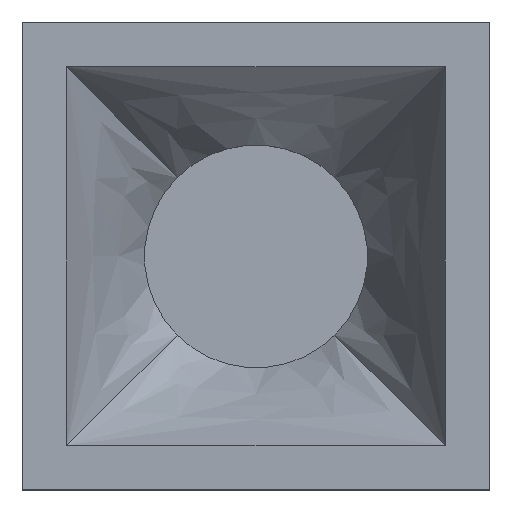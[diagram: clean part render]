
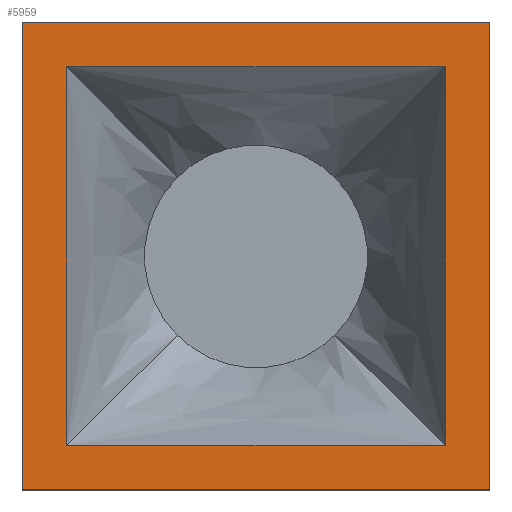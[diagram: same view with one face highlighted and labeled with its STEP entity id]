
A CAD part, top view. The second image highlights one B-rep face of the part: STEP entity #5959.
In plain terms, the highlighted planar face has unit normal (0, 0, 1).
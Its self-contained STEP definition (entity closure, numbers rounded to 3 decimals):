
#5140=DIRECTION('',(-1.,0.,0.));
#5141=VECTOR('',#5140,84.);
#5142=CARTESIAN_POINT('',(42.,42.,43.8));
#5143=LINE('',#5142,#5141);
#5144=DIRECTION('',(0.,1.,0.));
#5145=VECTOR('',#5144,84.);
#5146=CARTESIAN_POINT('',(42.,-42.,43.8));
#5147=LINE('',#5146,#5145);
#5148=DIRECTION('',(1.,0.,0.));
#5149=VECTOR('',#5148,84.);
#5150=CARTESIAN_POINT('',(-42.,-42.,43.8));
#5151=LINE('',#5150,#5149);
#5152=DIRECTION('',(0.,-1.,0.));
#5153=VECTOR('',#5152,84.);
#5154=CARTESIAN_POINT('',(-42.,42.,43.8));
#5155=LINE('',#5154,#5153);
#5156=DIRECTION('',(-1.,0.,0.));
#5157=VECTOR('',#5156,68.);
#5158=CARTESIAN_POINT('',(34.,-34.,43.8));
#5159=LINE('',#5158,#5157);
#5160=DIRECTION('',(0.,-1.,0.));
#5161=VECTOR('',#5160,68.);
#5162=CARTESIAN_POINT('',(34.,34.,43.8));
#5163=LINE('',#5162,#5161);
#5164=DIRECTION('',(1.,0.,0.));
#5165=VECTOR('',#5164,68.);
#5166=CARTESIAN_POINT('',(-34.,34.,43.8));
#5167=LINE('',#5166,#5165);
#5168=DIRECTION('',(0.,1.,0.));
#5169=VECTOR('',#5168,68.);
#5170=CARTESIAN_POINT('',(-34.,-34.,43.8));
#5171=LINE('',#5170,#5169);
#5754=CARTESIAN_POINT('',(42.,42.,43.8));
#5755=CARTESIAN_POINT('',(-42.,42.,43.8));
#5756=VERTEX_POINT('',#5754);
#5757=VERTEX_POINT('',#5755);
#5758=CARTESIAN_POINT('',(-42.,-42.,43.8));
#5759=VERTEX_POINT('',#5758);
#5760=CARTESIAN_POINT('',(42.,-42.,43.8));
#5761=VERTEX_POINT('',#5760);
#5786=CARTESIAN_POINT('',(34.,-34.,43.8));
#5787=CARTESIAN_POINT('',(-34.,-34.,43.8));
#5788=VERTEX_POINT('',#5786);
#5789=VERTEX_POINT('',#5787);
#5790=CARTESIAN_POINT('',(-34.,34.,43.8));
#5791=VERTEX_POINT('',#5790);
#5792=CARTESIAN_POINT('',(34.,34.,43.8));
#5793=VERTEX_POINT('',#5792);
#5934=CARTESIAN_POINT('',(0.,0.,43.8));
#5935=DIRECTION('',(0.,0.,1.));
#5936=DIRECTION('',(1.,0.,0.));
#5937=AXIS2_PLACEMENT_3D('',#5934,#5935,#5936);
#5938=PLANE('',#5937);
#5940=ORIENTED_EDGE('',*,*,#5939,.F.);
#5942=ORIENTED_EDGE('',*,*,#5941,.F.);
#5944=ORIENTED_EDGE('',*,*,#5943,.F.);
#5946=ORIENTED_EDGE('',*,*,#5945,.F.);
#5947=EDGE_LOOP('',(#5940,#5942,#5944,#5946));
#5948=FACE_OUTER_BOUND('',#5947,.F.);
#5950=ORIENTED_EDGE('',*,*,#5949,.F.);
#5952=ORIENTED_EDGE('',*,*,#5951,.F.);
#5954=ORIENTED_EDGE('',*,*,#5953,.F.);
#5956=ORIENTED_EDGE('',*,*,#5955,.F.);
#5957=EDGE_LOOP('',(#5950,#5952,#5954,#5956));
#5958=FACE_BOUND('',#5957,.F.);
#5959=ADVANCED_FACE('',(#5948,#5958),#5938,.T.);
#5939=EDGE_CURVE('',#5756,#5757,#5143,.T.);
#5941=EDGE_CURVE('',#5761,#5756,#5147,.T.);
#5943=EDGE_CURVE('',#5759,#5761,#5151,.T.);
#5945=EDGE_CURVE('',#5757,#5759,#5155,.T.);
#5949=EDGE_CURVE('',#5788,#5789,#5159,.T.);
#5951=EDGE_CURVE('',#5793,#5788,#5163,.T.);
#5953=EDGE_CURVE('',#5791,#5793,#5167,.T.);
#5955=EDGE_CURVE('',#5789,#5791,#5171,.T.);
